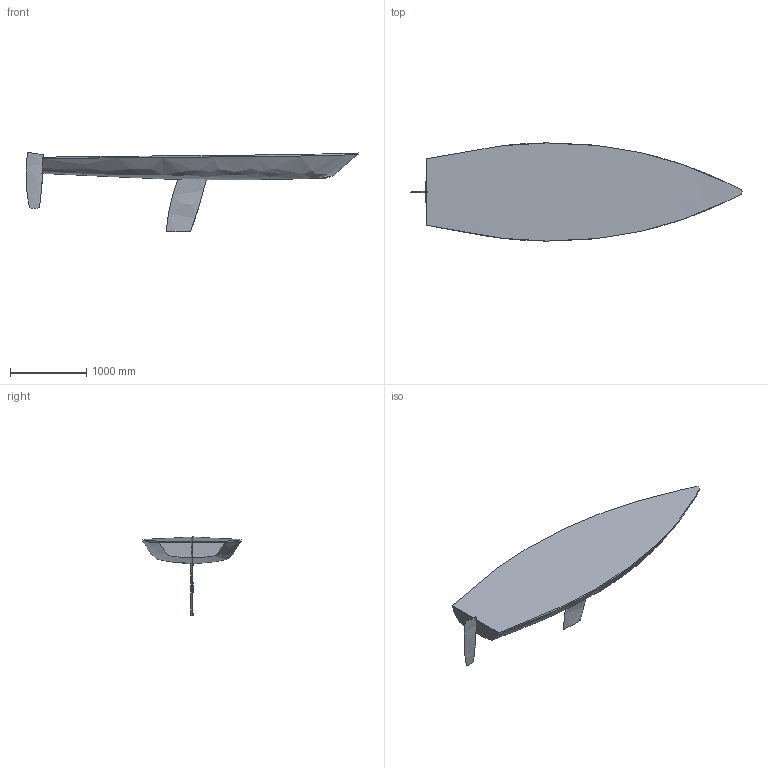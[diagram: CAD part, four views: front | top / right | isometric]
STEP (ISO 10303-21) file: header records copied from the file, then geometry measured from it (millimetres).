
FILE_DESCRIPTION (('STEP'), '1');
FILE_NAME ('sailboat.step', '2025-02-09T02:02:07', ('Unknown'), ('Unknown'), 'HarmonyWare STEP v2.1.9', 'HarmonyWare Translators', '');
FILE_SCHEMA (('CONFIG_CONTROL_DESIGN'));
Length unit declared in the file: metre
Bounding box: 4366.39 x 1291.92 x 1047.47 mm (x, y, z)
Surface area: 10407617.6 mm2 (no closed solid volume)
Topology: 0 solids, 3 shells, 14 faces, 26 edges, 16 vertices
Faces by surface type: bspline 11, plane 3
Entity records: 684 total; most frequent: CARTESIAN_POINT 363, ORIENTED_EDGE 48, EDGE_CURVE 24, B_SPLINE_CURVE_WITH_KNOTS 19, VERTEX_POINT 16, EDGE_LOOP 14, FACE_OUTER_BOUND 14, ADVANCED_FACE 14
